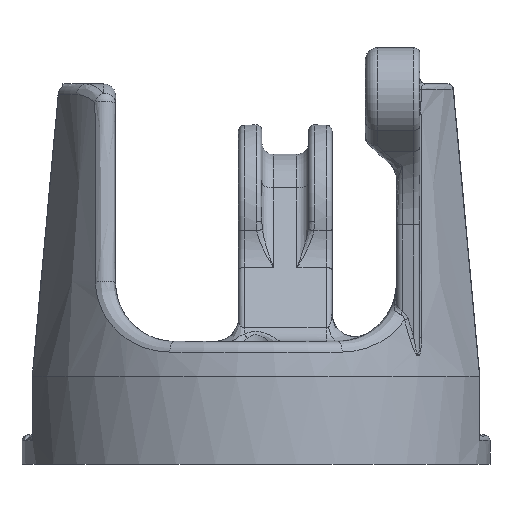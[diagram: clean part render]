
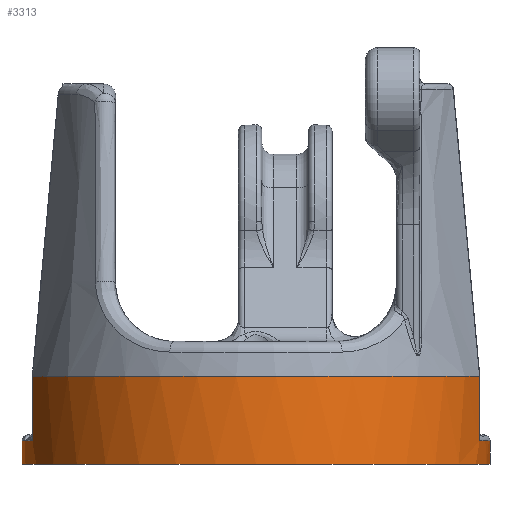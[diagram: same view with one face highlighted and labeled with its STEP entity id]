
A CAD part, front view. The second image highlights one B-rep face of the part: STEP entity #3313.
In plain terms, the highlighted cylindrical face has radius 40 mm (diameter 80 mm), a full revolution.
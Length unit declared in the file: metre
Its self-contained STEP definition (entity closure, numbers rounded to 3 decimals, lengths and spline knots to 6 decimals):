
#122=CYLINDRICAL_SURFACE('',#3592,0.04);
#383=LINE('',#5420,#566);
#384=LINE('',#5421,#567);
#385=LINE('',#5425,#568);
#386=LINE('',#5426,#569);
#566=VECTOR('',#4142,1.);
#567=VECTOR('',#4143,1.);
#568=VECTOR('',#4146,1.);
#569=VECTOR('',#4147,1.);
#842=ORIENTED_EDGE('',*,*,#1776,.T.);
#843=ORIENTED_EDGE('',*,*,#1855,.T.);
#844=ORIENTED_EDGE('',*,*,#1856,.T.);
#845=ORIENTED_EDGE('',*,*,#1803,.F.);
#846=ORIENTED_EDGE('',*,*,#1857,.T.);
#847=ORIENTED_EDGE('',*,*,#1858,.T.);
#848=ORIENTED_EDGE('',*,*,#1859,.T.);
#849=ORIENTED_EDGE('',*,*,#1854,.F.);
#850=ORIENTED_EDGE('',*,*,#1860,.T.);
#1776=EDGE_CURVE('',#2280,#2280,#2529,.T.);
#1803=EDGE_CURVE('',#2304,#2305,#2538,.T.);
#1854=EDGE_CURVE('',#2355,#2338,#2553,.T.);
#1855=EDGE_CURVE('',#2356,#2357,#2554,.F.);
#1856=EDGE_CURVE('',#2357,#2305,#383,.T.);
#1857=EDGE_CURVE('',#2304,#2358,#384,.F.);
#1858=EDGE_CURVE('',#2358,#2359,#2555,.T.);
#1859=EDGE_CURVE('',#2359,#2338,#385,.T.);
#1860=EDGE_CURVE('',#2355,#2356,#386,.F.);
#2280=VERTEX_POINT('',#5152);
#2304=VERTEX_POINT('',#5208);
#2305=VERTEX_POINT('',#5210);
#2338=VERTEX_POINT('',#5328);
#2355=VERTEX_POINT('',#5414);
#2356=VERTEX_POINT('',#5418);
#2357=VERTEX_POINT('',#5419);
#2358=VERTEX_POINT('',#5422);
#2359=VERTEX_POINT('',#5424);
#2529=CIRCLE('',#3558,0.04);
#2538=CIRCLE('',#3573,0.04);
#2553=CIRCLE('',#3591,0.04);
#2554=CIRCLE('',#3593,0.04);
#2555=CIRCLE('',#3594,0.04);
#2746=EDGE_LOOP('',(#842));
#2747=EDGE_LOOP('',(#843,#844,#845,#846,#847,#848,#849,#850));
#3003=FACE_BOUND('',#2746,.T.);
#3004=FACE_BOUND('',#2747,.T.);
#3313=ADVANCED_FACE('',(#3003,#3004),#122,.T.);
#3558=AXIS2_PLACEMENT_3D('',#5151,#4042,#4043);
#3573=AXIS2_PLACEMENT_3D('',#5209,#4086,#4087);
#3591=AXIS2_PLACEMENT_3D('',#5415,#4136,#4137);
#3592=AXIS2_PLACEMENT_3D('',#5416,#4138,#4139);
#3593=AXIS2_PLACEMENT_3D('',#5417,#4140,#4141);
#3594=AXIS2_PLACEMENT_3D('',#5423,#4144,#4145);
#4042=DIRECTION('',(0.,0.,1.));
#4043=DIRECTION('',(1.,0.,0.));
#4086=DIRECTION('',(0.,0.,1.));
#4087=DIRECTION('',(1.,0.,0.));
#4136=DIRECTION('',(0.,0.,1.));
#4137=DIRECTION('',(1.,0.,0.));
#4138=DIRECTION('',(0.,0.,1.));
#4139=DIRECTION('',(1.,0.,0.));
#4140=DIRECTION('',(0.,0.,1.));
#4141=DIRECTION('',(1.,0.,0.));
#4142=DIRECTION('',(0.,0.,1.));
#4143=DIRECTION('',(0.,0.,1.));
#4144=DIRECTION('',(0.,0.,-1.));
#4145=DIRECTION('',(-1.,0.,0.));
#4146=DIRECTION('',(0.,0.,1.));
#4147=DIRECTION('',(0.,0.,1.));
#5151=CARTESIAN_POINT('',(0.,0.,0.));
#5152=CARTESIAN_POINT('',(0.04,0.,0.));
#5208=CARTESIAN_POINT('',(0.038221,0.011795,0.015));
#5209=CARTESIAN_POINT('',(0.,0.,0.015));
#5210=CARTESIAN_POINT('',(-0.038221,0.011795,0.015));
#5328=CARTESIAN_POINT('',(0.038221,-0.011795,0.015));
#5414=CARTESIAN_POINT('',(-0.038221,-0.011795,0.015));
#5415=CARTESIAN_POINT('',(0.,0.,0.015));
#5416=CARTESIAN_POINT('',(0.,0.,-0.015781));
#5417=CARTESIAN_POINT('',(0.,0.,0.004));
#5418=CARTESIAN_POINT('',(-0.038221,-0.011795,0.004));
#5419=CARTESIAN_POINT('',(-0.038221,0.011795,0.004));
#5420=CARTESIAN_POINT('',(-0.038221,0.011795,-0.015781));
#5421=CARTESIAN_POINT('',(0.038221,0.011795,-0.015781));
#5422=CARTESIAN_POINT('',(0.038221,0.011795,0.004));
#5423=CARTESIAN_POINT('',(0.,0.,0.004));
#5424=CARTESIAN_POINT('',(0.038221,-0.011795,0.004));
#5425=CARTESIAN_POINT('',(0.038221,-0.011795,-0.015781));
#5426=CARTESIAN_POINT('',(-0.038221,-0.011795,-0.015781));
